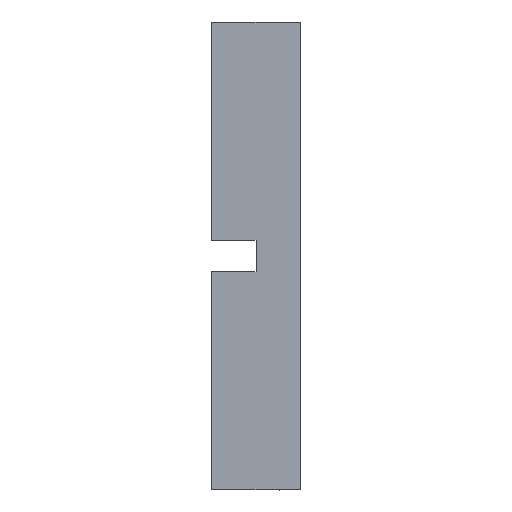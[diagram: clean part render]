
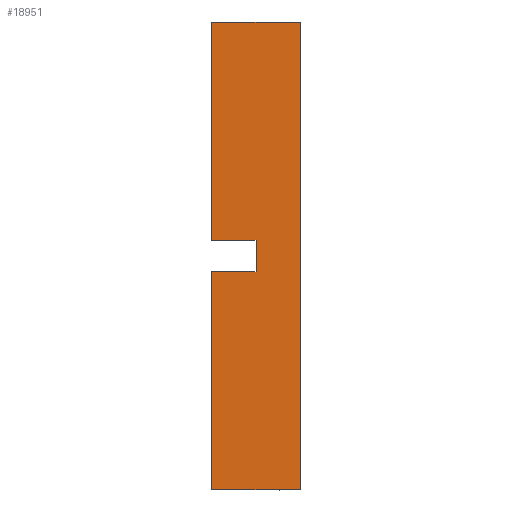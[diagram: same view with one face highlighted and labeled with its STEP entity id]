
A CAD part, left-side view. The second image highlights one B-rep face of the part: STEP entity #18951.
In plain terms, the highlighted planar face has unit normal (-1, 0, 0).
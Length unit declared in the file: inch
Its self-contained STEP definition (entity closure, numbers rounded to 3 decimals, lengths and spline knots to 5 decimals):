
#874 = DIRECTION ( 'NONE',  ( 0., 0., 1. ) ) ;
#1366 = FACE_OUTER_BOUND ( 'NONE', #12129, .T. ) ;
#1457 = CARTESIAN_POINT ( 'NONE',  ( -1.0669, 0.25, 0.525 ) ) ;
#1540 = CARTESIAN_POINT ( 'NONE',  ( -1.0669, 0.125, 0.045 ) ) ;
#1631 = EDGE_CURVE ( 'NONE', #13925, #18672, #14251, .T. ) ;
#1915 = VECTOR ( 'NONE', #13355, 39.37008 ) ;
#2120 = CARTESIAN_POINT ( 'NONE',  ( -1.0669, 0.25, -0.66 ) ) ;
#2398 = VERTEX_POINT ( 'NONE', #13792 ) ;
#2402 = VERTEX_POINT ( 'NONE', #22831 ) ;
#2425 = VERTEX_POINT ( 'NONE', #6496 ) ;
#2680 = VERTEX_POINT ( 'NONE', #21775 ) ;
#3010 = EDGE_CURVE ( 'NONE', #22717, #21699, #12231, .T. ) ;
#3339 = LINE ( 'NONE', #13025, #9527 ) ;
#3445 = VECTOR ( 'NONE', #14495, 39.37008 ) ;
#3696 = CARTESIAN_POINT ( 'NONE',  ( -1.0669, 0.25, 0.525 ) ) ;
#4058 = ORIENTED_EDGE ( 'NONE', *, *, #8507, .F. ) ;
#4934 = EDGE_CURVE ( 'NONE', #2425, #22717, #11635, .T. ) ;
#5183 = CARTESIAN_POINT ( 'NONE',  ( -1.0669, -0.27484, 0.66 ) ) ;
#5370 = EDGE_CURVE ( 'NONE', #2402, #2398, #20600, .T. ) ;
#6273 = DIRECTION ( 'NONE',  ( 0., 1., 0. ) ) ;
#6496 = CARTESIAN_POINT ( 'NONE',  ( -1.0669, 0., -0.66 ) ) ;
#6802 = DIRECTION ( 'NONE',  ( 0., 0., -1. ) ) ;
#7418 = CARTESIAN_POINT ( 'NONE',  ( -1.0669, 0.125, -0.045 ) ) ;
#7585 = VECTOR ( 'NONE', #9099, 39.37008 ) ;
#8352 = ORIENTED_EDGE ( 'NONE', *, *, #4934, .F. ) ;
#8507 = EDGE_CURVE ( 'NONE', #2398, #2680, #3339, .T. ) ;
#8763 = ORIENTED_EDGE ( 'NONE', *, *, #19260, .T. ) ;
#9099 = DIRECTION ( 'NONE',  ( 0., 0., 1. ) ) ;
#9527 = VECTOR ( 'NONE', #11325, 39.37008 ) ;
#10022 = ORIENTED_EDGE ( 'NONE', *, *, #5370, .F. ) ;
#10286 = PLANE ( 'NONE',  #21776 ) ;
#10443 = ORIENTED_EDGE ( 'NONE', *, *, #18176, .F. ) ;
#11325 = DIRECTION ( 'NONE',  ( 0., 1., 0. ) ) ;
#11635 = LINE ( 'NONE', #19305, #12775 ) ;
#12129 = EDGE_LOOP ( 'NONE', ( #10443, #4058, #10022, #8763, #14017, #8352, #18873, #21972 ) ) ;
#12231 = LINE ( 'NONE', #3696, #7585 ) ;
#12720 = LINE ( 'NONE', #7418, #20564 ) ;
#12775 = VECTOR ( 'NONE', #6273, 39.37008 ) ;
#13025 = CARTESIAN_POINT ( 'NONE',  ( -1.0669, 0.125, 0.045 ) ) ;
#13088 = VECTOR ( 'NONE', #21999, 39.37008 ) ;
#13355 = DIRECTION ( 'NONE',  ( 0., 0., 1. ) ) ;
#13525 = CARTESIAN_POINT ( 'NONE',  ( -1.0669, 0., 0.525 ) ) ;
#13792 = CARTESIAN_POINT ( 'NONE',  ( -1.0669, 0.125, 0.045 ) ) ;
#13925 = VERTEX_POINT ( 'NONE', #16213 ) ;
#14017 = ORIENTED_EDGE ( 'NONE', *, *, #3010, .F. ) ;
#14251 = LINE ( 'NONE', #5183, #3445 ) ;
#14495 = DIRECTION ( 'NONE',  ( 0., 1., 0. ) ) ;
#14815 = VECTOR ( 'NONE', #874, 39.37008 ) ;
#16213 = CARTESIAN_POINT ( 'NONE',  ( -1.0669, 0., 0.66 ) ) ;
#17158 = LINE ( 'NONE', #1457, #14815 ) ;
#17961 = DIRECTION ( 'NONE',  ( 1., 0., 0. ) ) ;
#18176 = EDGE_CURVE ( 'NONE', #2680, #18672, #17158, .T. ) ;
#18672 = VERTEX_POINT ( 'NONE', #23501 ) ;
#18873 = ORIENTED_EDGE ( 'NONE', *, *, #20475, .T. ) ;
#18951 = ADVANCED_FACE ( 'NONE', ( #1366 ), #10286, .F. ) ;
#19260 = EDGE_CURVE ( 'NONE', #2402, #21699, #12720, .T. ) ;
#19305 = CARTESIAN_POINT ( 'NONE',  ( -1.0669, -0.27484, -0.66 ) ) ;
#20475 = EDGE_CURVE ( 'NONE', #2425, #13925, #23110, .T. ) ;
#20564 = VECTOR ( 'NONE', #20719, 39.37008 ) ;
#20600 = LINE ( 'NONE', #1540, #13088 ) ;
#20719 = DIRECTION ( 'NONE',  ( 0., 1., 0. ) ) ;
#21699 = VERTEX_POINT ( 'NONE', #23676 ) ;
#21775 = CARTESIAN_POINT ( 'NONE',  ( -1.0669, 0.25, 0.045 ) ) ;
#21776 = AXIS2_PLACEMENT_3D ( 'NONE', #23198, #17961, #6802 ) ;
#21972 = ORIENTED_EDGE ( 'NONE', *, *, #1631, .T. ) ;
#21999 = DIRECTION ( 'NONE',  ( 0., 0., 1. ) ) ;
#22717 = VERTEX_POINT ( 'NONE', #2120 ) ;
#22831 = CARTESIAN_POINT ( 'NONE',  ( -1.0669, 0.125, -0.045 ) ) ;
#23110 = LINE ( 'NONE', #13525, #1915 ) ;
#23198 = CARTESIAN_POINT ( 'NONE',  ( -1.0669, 0.25, 0.525 ) ) ;
#23501 = CARTESIAN_POINT ( 'NONE',  ( -1.0669, 0.25, 0.66 ) ) ;
#23676 = CARTESIAN_POINT ( 'NONE',  ( -1.0669, 0.25, -0.045 ) ) ;
